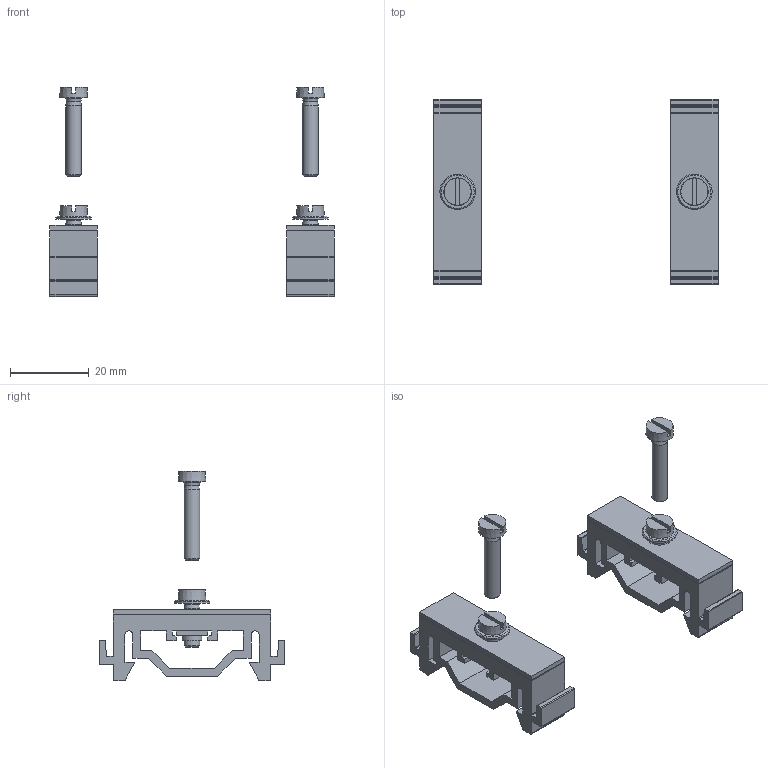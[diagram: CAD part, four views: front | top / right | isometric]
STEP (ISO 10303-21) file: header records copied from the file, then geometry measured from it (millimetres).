
FILE_DESCRIPTION(/* description */ ('STEP AP214'),/* implementation_level */ '2;1');
FILE_NAME(/* name */ '170169_CP-TS-HS-35',/* time_stamp */ '2024-08-06T22:35:03+02:00',/* author */ ('License CC BY-ND 4.0'),/* organization */ ('CADENAS'),/* preprocessor_version */ 'ST-DEVELOPER v19.3',/* originating_system */ 'PARTsolutions',/* authorisation */ ' ');
FILE_SCHEMA (('AUTOMOTIVE_DESIGN {1 0 10303 214 3 1 1}'));
Length unit declared in the file: millimetre
Products named in the file (5): 170169 CP-TS-HS-35; 170169 CP-TS-HS-35_P; DIN-125B-1 -4.3(F); DIN-84 - M4x12; DIN-84 - M4x20
Assembly tree (8 placements, depth 2):
  170169 CP-TS-HS-35
    170169 CP-TS-HS-35_P  x2
    DIN-125B-1 -4.3(F)  x2
    DIN-84 - M4x12  x2
    DIN-84 - M4x20  x2
Bounding box: 72 x 47 x 53 mm (x, y, z)
Volume: 11402.8 mm3; surface area: 10256.3 mm2
Topology: 8 solids, 8 shells, 246 faces, 644 edges, 420 vertices
Faces by surface type: plane 170, cylinder 50, cone 22, torus 4
Full cylindrical faces by diameter (mm): 3.242 x2, 4 x4, 4.3 x2, 5 x2, 6.3 x2, 9 x2
Entity records: 3816 total; most frequent: CARTESIAN_POINT 662, DIRECTION 626, ORIENTED_EDGE 598, EDGE_CURVE 299, LINE 220, VECTOR 220, VERTEX_POINT 207, AXIS2_PLACEMENT_3D 203
